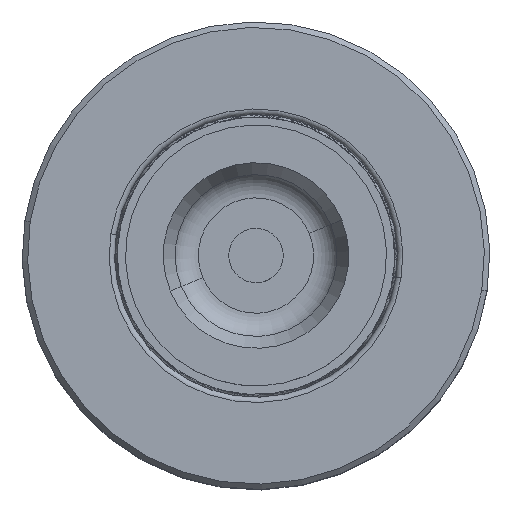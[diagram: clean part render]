
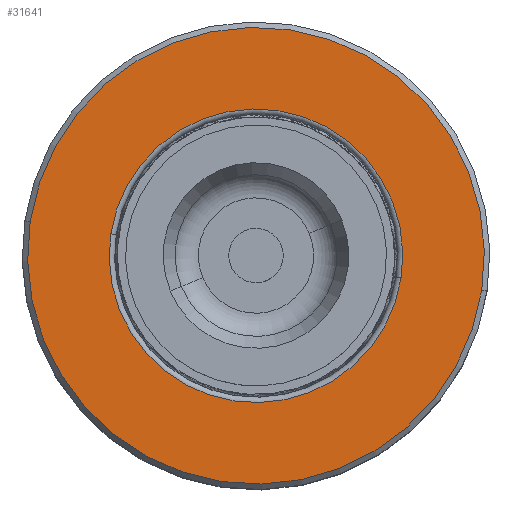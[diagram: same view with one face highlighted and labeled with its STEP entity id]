
A CAD part, top view. The second image highlights one B-rep face of the part: STEP entity #31641.
In plain terms, the highlighted face is planar.
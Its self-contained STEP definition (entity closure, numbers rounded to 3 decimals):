
#782 = DIRECTION ( 'NONE',  ( 0., -1., 0. ) ) ;
#2376 = AXIS2_PLACEMENT_3D ( 'NONE', #17219, #23277, #5239 ) ;
#2673 = AXIS2_PLACEMENT_3D ( 'NONE', #28826, #37612, #19370 ) ;
#2687 = AXIS2_PLACEMENT_3D ( 'NONE', #19954, #10743, #19572 ) ;
#3067 = CARTESIAN_POINT ( 'NONE',  ( 21., 15.687, 0. ) ) ;
#3503 = EDGE_CURVE ( 'NONE', #14116, #27790, #10271, .T. ) ;
#3981 = ORIENTED_EDGE ( 'NONE', *, *, #3503, .F. ) ;
#5239 = DIRECTION ( 'NONE',  ( 0., 0., -1. ) ) ;
#5568 = DIRECTION ( 'NONE',  ( 0., 0., 1. ) ) ;
#6495 = EDGE_CURVE ( 'NONE', #17229, #32736, #21548, .T. ) ;
#7605 = CARTESIAN_POINT ( 'NONE',  ( 0., 15.687, 13.5 ) ) ;
#10271 = CIRCLE ( 'NONE', #2687, 21. ) ;
#10743 = DIRECTION ( 'NONE',  ( 0., -1., 0. ) ) ;
#12604 = CIRCLE ( 'NONE', #2673, 21. ) ;
#13680 = AXIS2_PLACEMENT_3D ( 'NONE', #3067, #29789, #5568 ) ;
#14116 = VERTEX_POINT ( 'NONE', #16413 ) ;
#14755 = FACE_OUTER_BOUND ( 'NONE', #26404, .T. ) ;
#16073 = EDGE_LOOP ( 'NONE', ( #31880, #29044 ) ) ;
#16413 = CARTESIAN_POINT ( 'NONE',  ( 0., 15.687, 21. ) ) ;
#16491 = ORIENTED_EDGE ( 'NONE', *, *, #17654, .F. ) ;
#17219 = CARTESIAN_POINT ( 'NONE',  ( 0., 15.687, 0. ) ) ;
#17229 = VERTEX_POINT ( 'NONE', #7605 ) ;
#17654 = EDGE_CURVE ( 'NONE', #27790, #14116, #12604, .T. ) ;
#18372 = AXIS2_PLACEMENT_3D ( 'NONE', #18824, #782, #21466 ) ;
#18824 = CARTESIAN_POINT ( 'NONE',  ( 0., 15.687, 0. ) ) ;
#19370 = DIRECTION ( 'NONE',  ( 0., 0., -1. ) ) ;
#19572 = DIRECTION ( 'NONE',  ( 0., 0., -1. ) ) ;
#19954 = CARTESIAN_POINT ( 'NONE',  ( 0., 15.687, 0. ) ) ;
#21466 = DIRECTION ( 'NONE',  ( 0., 0., -1. ) ) ;
#21548 = CIRCLE ( 'NONE', #18372, 13.5 ) ;
#23277 = DIRECTION ( 'NONE',  ( 0., -1., 0. ) ) ;
#23612 = PLANE ( 'NONE',  #13680 ) ;
#26404 = EDGE_LOOP ( 'NONE', ( #16491, #3981 ) ) ;
#27790 = VERTEX_POINT ( 'NONE', #38356 ) ;
#27831 = CIRCLE ( 'NONE', #2376, 13.5 ) ;
#28427 = FACE_BOUND ( 'NONE', #16073, .T. ) ;
#28826 = CARTESIAN_POINT ( 'NONE',  ( 0., 15.687, 0. ) ) ;
#29044 = ORIENTED_EDGE ( 'NONE', *, *, #6495, .T. ) ;
#29789 = DIRECTION ( 'NONE',  ( 0., 1., 0. ) ) ;
#31641 = ADVANCED_FACE ( 'NONE', ( #28427, #14755 ), #23612, .T. ) ;
#31880 = ORIENTED_EDGE ( 'NONE', *, *, #34584, .T. ) ;
#32736 = VERTEX_POINT ( 'NONE', #38734 ) ;
#34584 = EDGE_CURVE ( 'NONE', #32736, #17229, #27831, .T. ) ;
#37612 = DIRECTION ( 'NONE',  ( 0., -1., 0. ) ) ;
#38356 = CARTESIAN_POINT ( 'NONE',  ( 0., 15.687, -21. ) ) ;
#38734 = CARTESIAN_POINT ( 'NONE',  ( 0., 15.687, -13.5 ) ) ;
